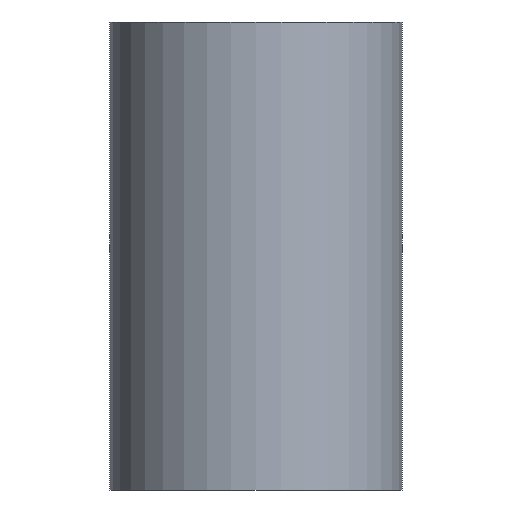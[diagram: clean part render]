
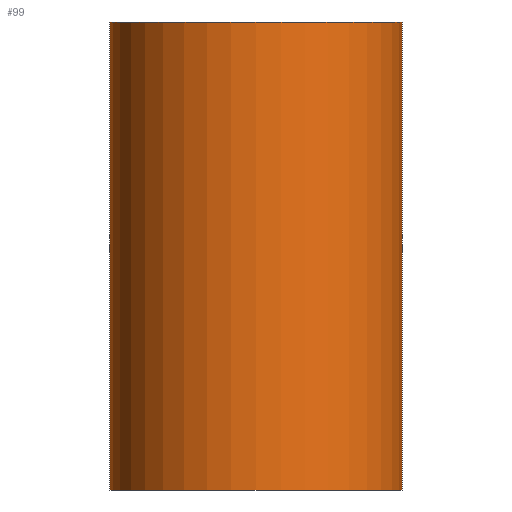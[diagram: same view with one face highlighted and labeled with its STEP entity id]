
A CAD part, front view. The second image highlights one B-rep face of the part: STEP entity #99.
In plain terms, the highlighted cylindrical face has radius 10 mm (diameter 20 mm), a partial arc.
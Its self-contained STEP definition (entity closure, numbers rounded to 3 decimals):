
#21=FACE_OUTER_BOUND('',#27,.T.);
#27=EDGE_LOOP('',(#79,#80,#81,#82));
#35=LINE('',#172,#43);
#36=LINE('',#178,#44);
#43=VECTOR('',#141,10.);
#44=VECTOR('',#148,10.);
#49=CIRCLE('',#122,10.);
#50=CIRCLE('',#123,10.);
#55=VERTEX_POINT('',#168);
#56=VERTEX_POINT('',#170);
#57=VERTEX_POINT('',#174);
#58=VERTEX_POINT('',#176);
#65=EDGE_CURVE('',#55,#56,#35,.T.);
#66=EDGE_CURVE('',#57,#55,#49,.T.);
#67=EDGE_CURVE('',#58,#56,#50,.T.);
#68=EDGE_CURVE('',#57,#58,#36,.T.);
#79=ORIENTED_EDGE('',*,*,#66,.T.);
#80=ORIENTED_EDGE('',*,*,#65,.T.);
#81=ORIENTED_EDGE('',*,*,#67,.F.);
#82=ORIENTED_EDGE('',*,*,#68,.F.);
#96=CYLINDRICAL_SURFACE('',#121,10.);
#99=ADVANCED_FACE('',(#21),#96,.T.);
#121=AXIS2_PLACEMENT_3D('',#173,#142,#143);
#122=AXIS2_PLACEMENT_3D('',#175,#144,#145);
#123=AXIS2_PLACEMENT_3D('',#177,#146,#147);
#141=DIRECTION('',(0.,0.,1.));
#142=DIRECTION('center_axis',(0.,0.,1.));
#143=DIRECTION('ref_axis',(0.,-1.,0.));
#144=DIRECTION('center_axis',(0.,0.,1.));
#145=DIRECTION('ref_axis',(1.,0.,0.));
#146=DIRECTION('center_axis',(0.,0.,1.));
#147=DIRECTION('ref_axis',(1.,0.,0.));
#148=DIRECTION('',(0.,0.,1.));
#168=CARTESIAN_POINT('',(0.5,69.987,0.));
#170=CARTESIAN_POINT('',(0.5,69.987,32.));
#172=CARTESIAN_POINT('',(0.5,69.987,0.));
#173=CARTESIAN_POINT('Origin',(0.,60.,0.));
#174=CARTESIAN_POINT('',(-0.5,69.987,0.));
#175=CARTESIAN_POINT('Origin',(0.,60.,0.));
#176=CARTESIAN_POINT('',(-0.5,69.987,32.));
#177=CARTESIAN_POINT('Origin',(0.,60.,32.));
#178=CARTESIAN_POINT('',(-0.5,69.987,0.));
